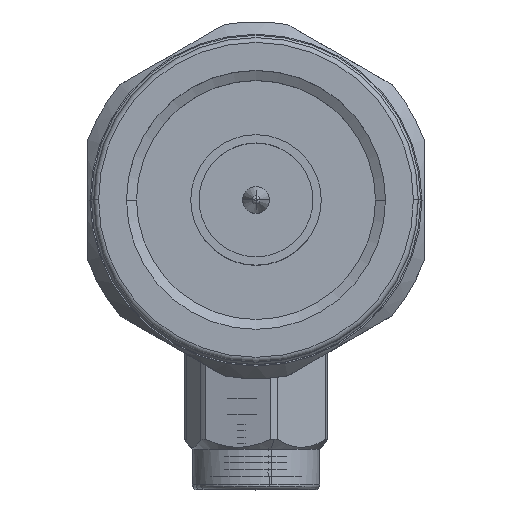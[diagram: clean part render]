
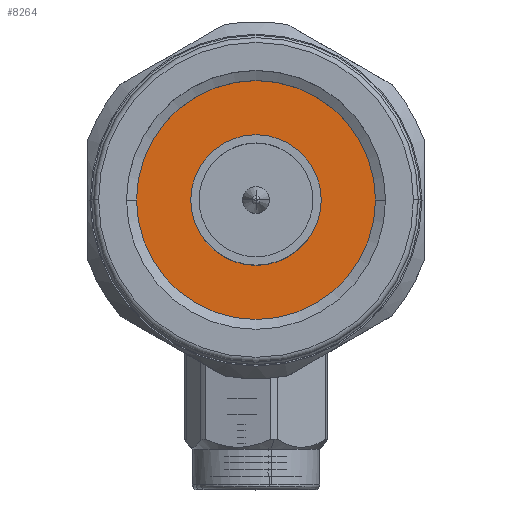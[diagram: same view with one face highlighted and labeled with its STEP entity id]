
A CAD part, top view. The second image highlights one B-rep face of the part: STEP entity #8264.
In plain terms, the highlighted face is planar.
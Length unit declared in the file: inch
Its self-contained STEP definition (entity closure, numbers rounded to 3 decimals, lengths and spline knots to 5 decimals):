
#28 = DIRECTION ( 'NONE',  ( 1., 0., 0. ) ) ;
#818 = ORIENTED_EDGE ( 'NONE', *, *, #9306, .T. ) ;
#1183 = PLANE ( 'NONE',  #4606 ) ;
#1742 = ORIENTED_EDGE ( 'NONE', *, *, #4437, .F. ) ;
#1850 = CIRCLE ( 'NONE', #11469, 0.34395 ) ;
#2149 = CARTESIAN_POINT ( 'NONE',  ( 0.35943, 0.34395, 0. ) ) ;
#2437 = EDGE_CURVE ( 'NONE', #6139, #9661, #3231, .T. ) ;
#2808 = DIRECTION ( 'NONE',  ( 0., 0., -1. ) ) ;
#3053 = DIRECTION ( 'NONE',  ( 0., 0., -1. ) ) ;
#3128 = AXIS2_PLACEMENT_3D ( 'NONE', #12334, #7654, #11566 ) ;
#3231 = CIRCLE ( 'NONE', #5484, 0.34395 ) ;
#4021 = CARTESIAN_POINT ( 'NONE',  ( 0.35943, 0., 0. ) ) ;
#4298 = CARTESIAN_POINT ( 'NONE',  ( 0.35943, 0., 0.15748 ) ) ;
#4437 = EDGE_CURVE ( 'NONE', #9661, #6139, #1850, .T. ) ;
#4606 = AXIS2_PLACEMENT_3D ( 'NONE', #2149, #9781, #3053 ) ;
#4954 = ORIENTED_EDGE ( 'NONE', *, *, #8487, .T. ) ;
#5484 = AXIS2_PLACEMENT_3D ( 'NONE', #4021, #8815, #7921 ) ;
#5553 = CARTESIAN_POINT ( 'NONE',  ( 0.35943, 0., -0.15748 ) ) ;
#6008 = CARTESIAN_POINT ( 'NONE',  ( 0.35943, 0., 0. ) ) ;
#6139 = VERTEX_POINT ( 'NONE', #9876 ) ;
#6396 = CIRCLE ( 'NONE', #3128, 0.15748 ) ;
#7076 = FACE_OUTER_BOUND ( 'NONE', #10742, .T. ) ;
#7078 = DIRECTION ( 'NONE',  ( 0., 0., -1. ) ) ;
#7278 = EDGE_LOOP ( 'NONE', ( #818, #4954 ) ) ;
#7654 = DIRECTION ( 'NONE',  ( 1., 0., 0. ) ) ;
#7762 = VERTEX_POINT ( 'NONE', #4298 ) ;
#7921 = DIRECTION ( 'NONE',  ( 0., 0., -1. ) ) ;
#8264 = ADVANCED_FACE ( 'NONE', ( #7076, #9073 ), #1183, .F. ) ;
#8487 = EDGE_CURVE ( 'NONE', #7762, #10868, #6396, .T. ) ;
#8815 = DIRECTION ( 'NONE',  ( 1., 0., 0. ) ) ;
#9073 = FACE_BOUND ( 'NONE', #7278, .T. ) ;
#9091 = CIRCLE ( 'NONE', #9489, 0.15748 ) ;
#9306 = EDGE_CURVE ( 'NONE', #10868, #7762, #9091, .T. ) ;
#9343 = CARTESIAN_POINT ( 'NONE',  ( 0.35943, 0., 0.34395 ) ) ;
#9489 = AXIS2_PLACEMENT_3D ( 'NONE', #11966, #28, #7078 ) ;
#9661 = VERTEX_POINT ( 'NONE', #9343 ) ;
#9781 = DIRECTION ( 'NONE',  ( 1., 0., 0. ) ) ;
#9798 = ORIENTED_EDGE ( 'NONE', *, *, #2437, .F. ) ;
#9876 = CARTESIAN_POINT ( 'NONE',  ( 0.35943, 0., -0.34395 ) ) ;
#9907 = DIRECTION ( 'NONE',  ( 1., 0., 0. ) ) ;
#10742 = EDGE_LOOP ( 'NONE', ( #9798, #1742 ) ) ;
#10868 = VERTEX_POINT ( 'NONE', #5553 ) ;
#11469 = AXIS2_PLACEMENT_3D ( 'NONE', #6008, #9907, #2808 ) ;
#11566 = DIRECTION ( 'NONE',  ( 0., 0., -1. ) ) ;
#11966 = CARTESIAN_POINT ( 'NONE',  ( 0.35943, 0., 0. ) ) ;
#12334 = CARTESIAN_POINT ( 'NONE',  ( 0.35943, 0., 0. ) ) ;
